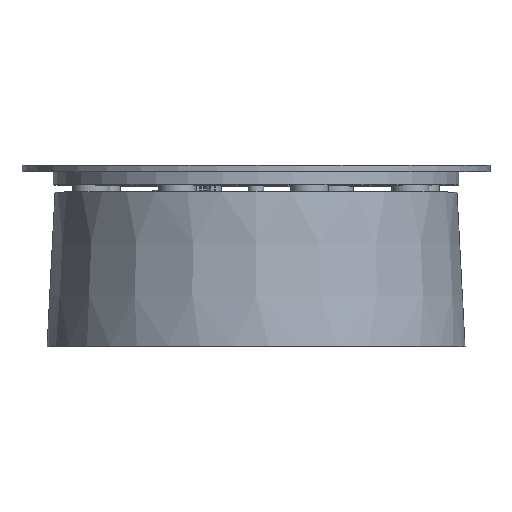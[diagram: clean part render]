
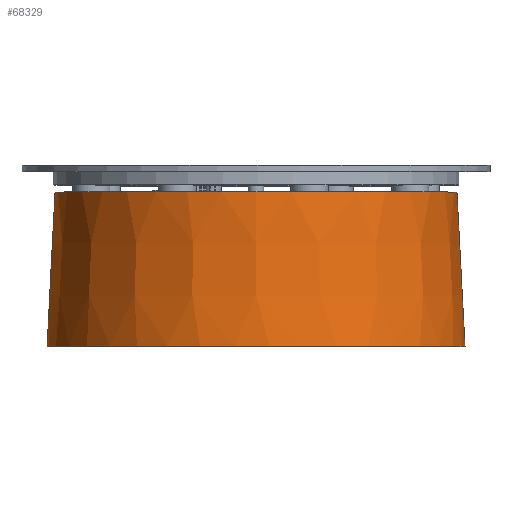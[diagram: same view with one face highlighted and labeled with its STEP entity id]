
A CAD part, top view. The second image highlights one B-rep face of the part: STEP entity #68329.
In plain terms, the highlighted conical face has half-angle 3 degrees and reference radius 65.703 mm.
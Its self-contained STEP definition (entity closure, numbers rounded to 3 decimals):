
#68203=CARTESIAN_POINT('',(-43.448,7.,-50.519));
#68204=VERTEX_POINT('',#68203);
#68205=CARTESIAN_POINT('',(-50.519,7.,-43.448));
#68206=VERTEX_POINT('',#68205);
#68207=CARTESIAN_POINT('',(0.0,7.,0.0));
#68208=DIRECTION('',(0.0,1.0,0.0));
#68209=DIRECTION('',(1.0,0.0,0.0));
#68210=AXIS2_PLACEMENT_3D('',#68207,#68208,#68209);
#68211=CIRCLE('',#68210,66.633);
#68212=EDGE_CURVE('',#68204,#68206,#68211,.T.);
#68244=CARTESIAN_POINT('',(-50.78,0.0,-43.709));
#68245=VERTEX_POINT('',#68244);
#68246=CARTESIAN_POINT('',(-50.519,7.,-43.448));
#68247=DIRECTION('',(-0.037,-0.999,-0.037));
#68248=VECTOR('',#68247,7.01);
#68249=LINE('',#68246,#68248);
#68250=EDGE_CURVE('',#68206,#68245,#68249,.T.);
#68275=CARTESIAN_POINT('',(-43.709,0.0,-50.78));
#68276=VERTEX_POINT('',#68275);
#68277=CARTESIAN_POINT('',(-43.709,0.0,-50.78));
#68278=DIRECTION('',(0.037,0.999,0.037));
#68279=VECTOR('',#68278,7.01);
#68280=LINE('',#68277,#68279);
#68281=EDGE_CURVE('',#68276,#68204,#68280,.T.);
#68301=CARTESIAN_POINT('',(0.0,24.75,0.0));
#68302=DIRECTION('',(0.0,-1.0,0.0));
#68303=DIRECTION('',(1.0,0.0,0.0));
#68304=AXIS2_PLACEMENT_3D('',#68301,#68302,#68303);
#68305=CONICAL_SURFACE('',#68304,65.703,3.);
#68306=CARTESIAN_POINT('',(64.406,49.5,0.0));
#68307=VERTEX_POINT('',#68306);
#68308=CARTESIAN_POINT('',(0.0,49.5,0.0));
#68309=DIRECTION('',(0.0,-1.0,0.0));
#68310=DIRECTION('',(1.0,0.0,0.0));
#68311=AXIS2_PLACEMENT_3D('',#68308,#68309,#68310);
#68312=CIRCLE('',#68311,64.406);
#68313=EDGE_CURVE('',#68307,#68307,#68312,.T.);
#68314=ORIENTED_EDGE('',*,*,#68313,.T.);
#68315=EDGE_LOOP('',(#68314));
#68316=FACE_OUTER_BOUND('',#68315,.T.);
#68317=ORIENTED_EDGE('',*,*,#68281,.T.);
#68318=ORIENTED_EDGE('',*,*,#68212,.T.);
#68319=ORIENTED_EDGE('',*,*,#68250,.T.);
#68320=CARTESIAN_POINT('',(0.0,0.0,0.0));
#68321=DIRECTION('',(0.0,-1.0,0.0));
#68322=DIRECTION('',(1.0,0.0,0.0));
#68323=AXIS2_PLACEMENT_3D('',#68320,#68321,#68322);
#68324=CIRCLE('',#68323,67.0);
#68325=EDGE_CURVE('',#68276,#68245,#68324,.T.);
#68326=ORIENTED_EDGE('',*,*,#68325,.F.);
#68327=EDGE_LOOP('',(#68317,#68318,#68319,#68326));
#68328=FACE_BOUND('',#68327,.T.);
#68329=ADVANCED_FACE('',(#68316,#68328),#68305,.T.);
